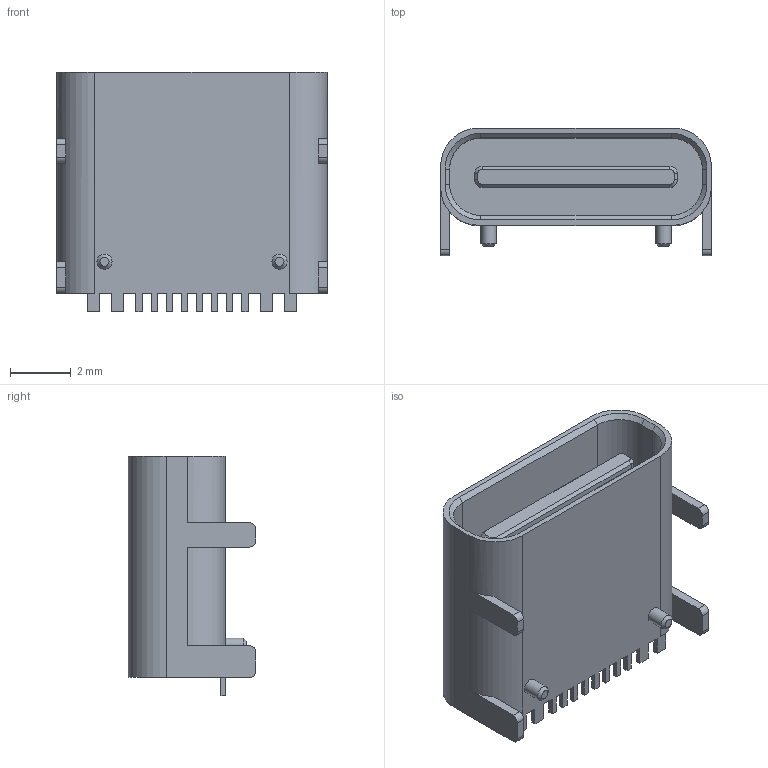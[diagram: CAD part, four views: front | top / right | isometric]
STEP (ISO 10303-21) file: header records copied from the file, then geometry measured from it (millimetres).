
FILE_DESCRIPTION(/* description */ (''),/* implementation_level */ '2;1');
FILE_NAME(/* name */ 'HRO USB-C col 3 v5.step',/* time_stamp */ '2021-09-12T09:14:30+10:00',/* author */ (''),/* organization */ (''),/* preprocessor_version */ 'ST-DEVELOPER v18.1',/* originating_system */ 'Autodesk Translation Framework v10.10.0.1391',/* authorisation */ '');
FILE_SCHEMA (('AUTOMOTIVE_DESIGN { 1 0 10303 214 3 1 1 }'));
Length unit declared in the file: millimetre
Products named in the file (1): HRO  USB-C col 3
Bounding box: 8.94 x 4.21 x 7.9 mm (x, y, z)
Volume: 98.3 mm3; surface area: 495.9 mm2
Topology: 2 solids, 2 shells, 255 faces, 718 edges, 472 vertices
Faces by surface type: plane 215, cylinder 30, cone 10
Full cylindrical faces by diameter (mm): 0.5 x2
Entity records: 8162 total; most frequent: CARTESIAN_POINT 1446, ORIENTED_EDGE 1436, DIRECTION 1314, EDGE_CURVE 718, LINE 634, VECTOR 634, VERTEX_POINT 472, AXIS2_PLACEMENT_3D 340
